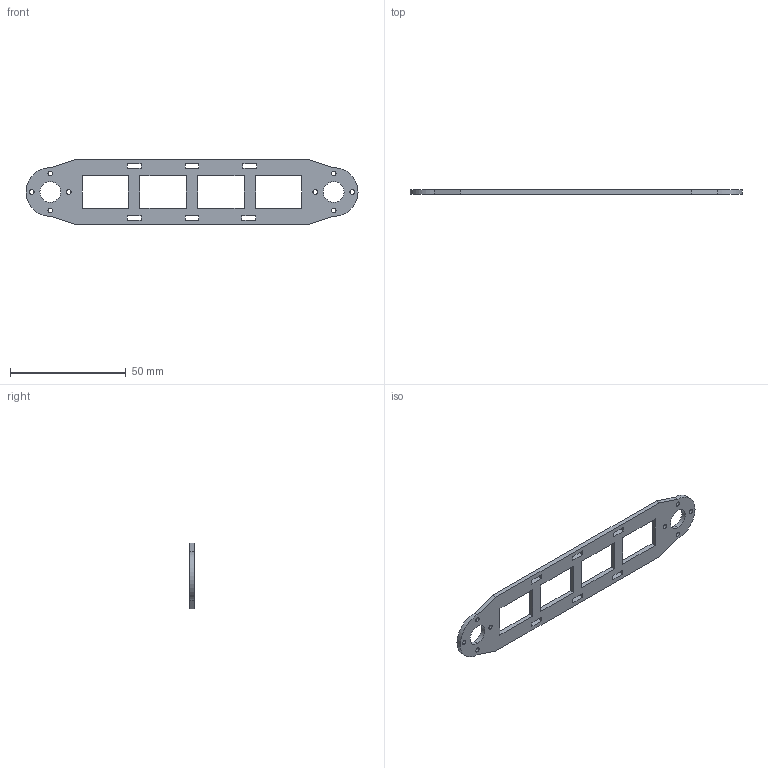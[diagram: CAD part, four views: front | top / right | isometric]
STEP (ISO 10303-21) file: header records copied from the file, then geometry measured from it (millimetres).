
FILE_DESCRIPTION (( 'STEP AP214' ), '1' );
FILE_NAME ('manipulator_link1_100.STEP', '2018-10-10T08:06:39', ( '' ), ( '' ), 'SwSTEP 2.0', 'SolidWorks 2018', '' );
FILE_SCHEMA (( 'AUTOMOTIVE_DESIGN' ));
Length unit declared in the file: millimetre
Products named in the file (1): manipulator_link1_100
Bounding box: 143.5 x 2 x 28.5 mm (x, y, z)
Volume: 4817.7 mm3; surface area: 6394.2 mm2
Topology: 1 solids, 1 shells, 70 faces, 204 edges, 136 vertices
Faces by surface type: plane 48, cylinder 22
Entity records: 2426 total; most frequent: CARTESIAN_POINT 411, ORIENTED_EDGE 408, DIRECTION 390, EDGE_CURVE 204, LINE 160, VECTOR 160, VERTEX_POINT 136, AXIS2_PLACEMENT_3D 115
